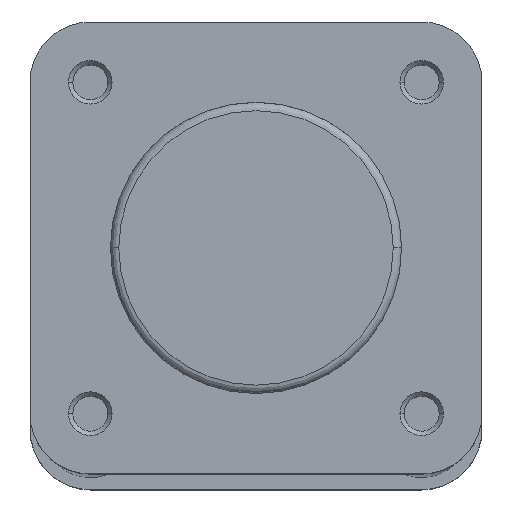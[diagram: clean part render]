
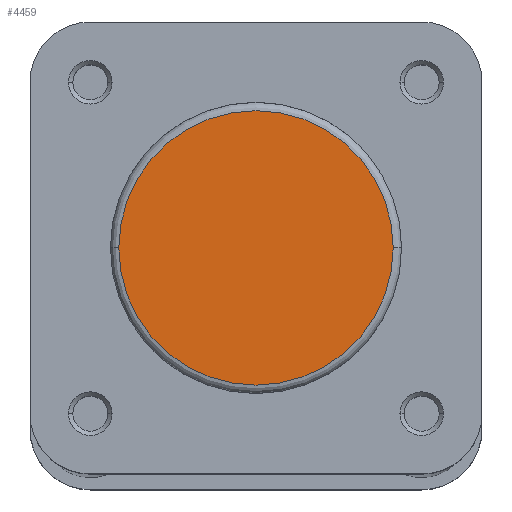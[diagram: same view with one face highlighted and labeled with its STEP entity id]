
A CAD part, top view. The second image highlights one B-rep face of the part: STEP entity #4459.
In plain terms, the highlighted planar face has unit normal (0, 0, 1).
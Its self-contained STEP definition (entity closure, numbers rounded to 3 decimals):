
#841 = CARTESIAN_POINT ( 'NONE',  ( 0., 0., 0. ) ) ;
#842 = DIRECTION ( 'NONE',  ( 0., 0., 1. ) ) ;
#843 = DIRECTION ( 'NONE',  ( -1., 0., 0. ) ) ;
#902 = CARTESIAN_POINT ( 'NONE',  ( 0., 0., 0. ) ) ;
#910 = DIRECTION ( 'NONE',  ( 0., 0., 1. ) ) ;
#911 = DIRECTION ( 'NONE',  ( -1., 0., 0. ) ) ;
#1419 = CARTESIAN_POINT ( 'NONE',  ( 0., 17.4, 0. ) ) ;
#1420 = PLANE ( 'NONE',  #4258 ) ;
#1422 = DIRECTION ( 'NONE',  ( 0., 0., -1. ) ) ;
#1423 = DIRECTION ( 'NONE',  ( -1., 0., 0. ) ) ;
#2230 = CARTESIAN_POINT ( 'NONE',  ( -16.4, 0., 0. ) ) ;
#2267 = CARTESIAN_POINT ( 'NONE',  ( 16.4, 0., 0. ) ) ;
#3169 = ORIENTED_EDGE ( 'NONE', *, *, #3875, .T. ) ;
#3170 = ORIENTED_EDGE ( 'NONE', *, *, #3847, .T. ) ;
#3369 = EDGE_LOOP ( 'NONE', ( #3169, #3170 ) ) ;
#3847 = EDGE_CURVE ( 'NONE', #5992, #5938, #4962, .T. ) ;
#3875 = EDGE_CURVE ( 'NONE', #5938, #5992, #5006, .T. ) ;
#4117 = AXIS2_PLACEMENT_3D ( 'NONE', #841, #842, #843 ) ;
#4121 = AXIS2_PLACEMENT_3D ( 'NONE', #902, #910, #911 ) ;
#4258 = AXIS2_PLACEMENT_3D ( 'NONE', #1419, #1422, #1423 ) ;
#4459 = ADVANCED_FACE ( 'NONE', ( #5283 ), #1420, .F. ) ;
#4962 = CIRCLE ( 'NONE', #4117, 16.4 ) ;
#5006 = CIRCLE ( 'NONE', #4121, 16.4 ) ;
#5283 = FACE_OUTER_BOUND ( 'NONE', #3369, .T. ) ;
#5938 = VERTEX_POINT ( 'NONE', #2230 ) ;
#5992 = VERTEX_POINT ( 'NONE', #2267 ) ;
